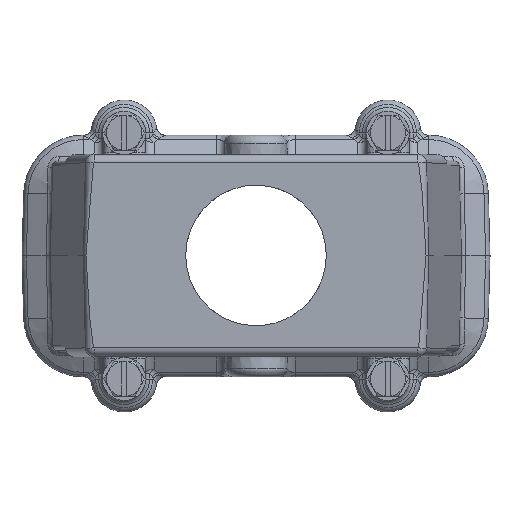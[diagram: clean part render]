
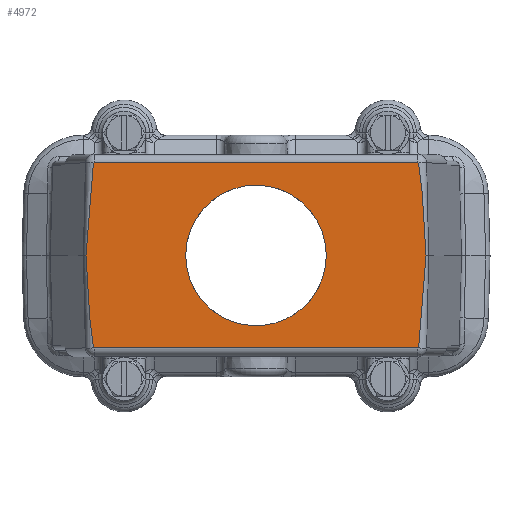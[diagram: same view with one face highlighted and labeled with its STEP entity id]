
A CAD part, top view. The second image highlights one B-rep face of the part: STEP entity #4972.
In plain terms, the highlighted planar face has unit normal (0, 0, 1).
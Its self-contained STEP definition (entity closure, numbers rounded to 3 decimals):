
#3850=ELLIPSE('',#14820,76.422,2.);
#3852=ELLIPSE('',#14823,76.422,2.);
#3854=ELLIPSE('',#14827,76.422,2.);
#3855=ELLIPSE('',#14831,76.422,2.);
#4011=FACE_BOUND('',#6525,.T.);
#4012=FACE_BOUND('',#6526,.T.);
#4972=ADVANCED_FACE('',(#4011,#4012),#5240,.T.);
#5240=PLANE('',#15731);
#6525=EDGE_LOOP('',(#9361));
#6526=EDGE_LOOP('',(#9362,#9363,#9364,#9365,#9366,#9367));
#9361=ORIENTED_EDGE('',*,*,#12014,.F.);
#9362=ORIENTED_EDGE('',*,*,#11191,.T.);
#9363=ORIENTED_EDGE('',*,*,#10797,.F.);
#9364=ORIENTED_EDGE('',*,*,#10801,.F.);
#9365=ORIENTED_EDGE('',*,*,#11192,.T.);
#9366=ORIENTED_EDGE('',*,*,#10793,.F.);
#9367=ORIENTED_EDGE('',*,*,#10790,.F.);
#9830=VERTEX_POINT('',#19402);
#9832=VERTEX_POINT('',#19405);
#9834=VERTEX_POINT('',#19411);
#9836=VERTEX_POINT('',#19417);
#9838=VERTEX_POINT('',#19420);
#9841=VERTEX_POINT('',#19427);
#10522=VERTEX_POINT('',#28771);
#10790=EDGE_CURVE('',#9830,#9832,#3850,.T.);
#10793=EDGE_CURVE('',#9832,#9834,#3852,.T.);
#10797=EDGE_CURVE('',#9836,#9838,#3854,.T.);
#10801=EDGE_CURVE('',#9841,#9836,#3855,.T.);
#11191=EDGE_CURVE('',#9830,#9838,#12456,.T.);
#11192=EDGE_CURVE('',#9841,#9834,#12457,.T.);
#12014=EDGE_CURVE('',#10522,#10522,#14039,.T.);
#12456=LINE('',#20463,#13176);
#12457=LINE('',#20465,#13177);
#13176=VECTOR('',#16788,1.);
#13177=VECTOR('',#16791,1.);
#14039=CIRCLE('',#15730,16.);
#14820=AXIS2_PLACEMENT_3D('',#19404,#16148,#16149);
#14823=AXIS2_PLACEMENT_3D('',#19410,#16155,#16156);
#14827=AXIS2_PLACEMENT_3D('',#19419,#16164,#16165);
#14831=AXIS2_PLACEMENT_3D('',#19428,#16173,#16174);
#15730=AXIS2_PLACEMENT_3D('',#28770,#18559,#18560);
#15731=AXIS2_PLACEMENT_3D('',#28772,#18561,#18562);
#16148=DIRECTION('',(0.,0.,-1.));
#16149=DIRECTION('',(-0.022,1.,0.));
#16155=DIRECTION('',(0.,0.,-1.));
#16156=DIRECTION('',(0.022,1.,0.));
#16164=DIRECTION('',(0.,0.,-1.));
#16165=DIRECTION('',(0.022,1.,0.));
#16173=DIRECTION('',(0.,0.,-1.));
#16174=DIRECTION('',(-0.022,1.,0.));
#16788=DIRECTION('',(-1.,0.,0.));
#16791=DIRECTION('',(1.,0.,0.));
#18559=DIRECTION('',(0.,0.,1.));
#18560=DIRECTION('',(1.,0.,0.));
#18561=DIRECTION('',(0.,0.,1.));
#18562=DIRECTION('',(1.,0.,0.));
#19402=CARTESIAN_POINT('',(36.851,21.052,62.999));
#19404=CARTESIAN_POINT('',(38.529,-55.351,62.999));
#19405=CARTESIAN_POINT('',(38.693,0.,62.999));
#19410=CARTESIAN_POINT('',(38.529,55.351,62.999));
#19411=CARTESIAN_POINT('',(36.851,-21.052,62.999));
#19417=CARTESIAN_POINT('',(-38.693,0.,62.999));
#19419=CARTESIAN_POINT('',(-38.529,-55.351,62.999));
#19420=CARTESIAN_POINT('',(-36.851,21.052,62.999));
#19427=CARTESIAN_POINT('',(-36.851,-21.052,62.999));
#19428=CARTESIAN_POINT('',(-38.529,55.351,62.999));
#20463=CARTESIAN_POINT('',(38.992,21.052,62.999));
#20465=CARTESIAN_POINT('',(38.486,-21.052,62.999));
#28770=CARTESIAN_POINT('',(0.,0.,62.999));
#28771=CARTESIAN_POINT('',(16.,0.,62.999));
#28772=CARTESIAN_POINT('',(-42.5,-50.,62.999));
